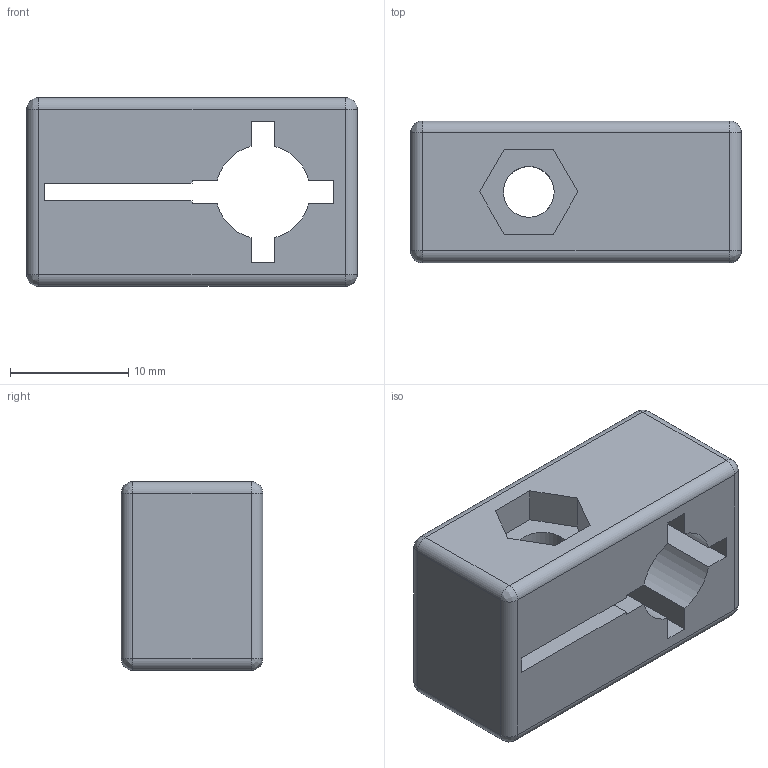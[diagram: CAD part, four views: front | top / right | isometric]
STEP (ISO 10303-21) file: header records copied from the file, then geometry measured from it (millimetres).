
FILE_DESCRIPTION (( 'STEP AP214' ), '1' );
FILE_NAME ('7810020', '2019-01-30T09:41:48', ( '' ), ('JUGARD+KÜNSTNER GmbH'), 'SwSTEP 2.0', 'SolidWorks 2017', '' );
FILE_SCHEMA (( 'AUTOMOTIVE_DESIGN' ));
Length unit declared in the file: millimetre
Products named in the file (1): 7810020
Bounding box: 28 x 12 x 16 mm (x, y, z)
Volume: 3825.4 mm3; surface area: 2734.1 mm2
Topology: 1 solids, 1 shells, 204 faces, 512 edges, 302 vertices
Faces by surface type: plane 174, cylinder 22, bspline 8
Entity records: 6020 total; most frequent: CARTESIAN_POINT 1275, ORIENTED_EDGE 1008, DIRECTION 964, EDGE_CURVE 504, LINE 342, VECTOR 342, AXIS2_PLACEMENT_3D 311, VERTEX_POINT 302
